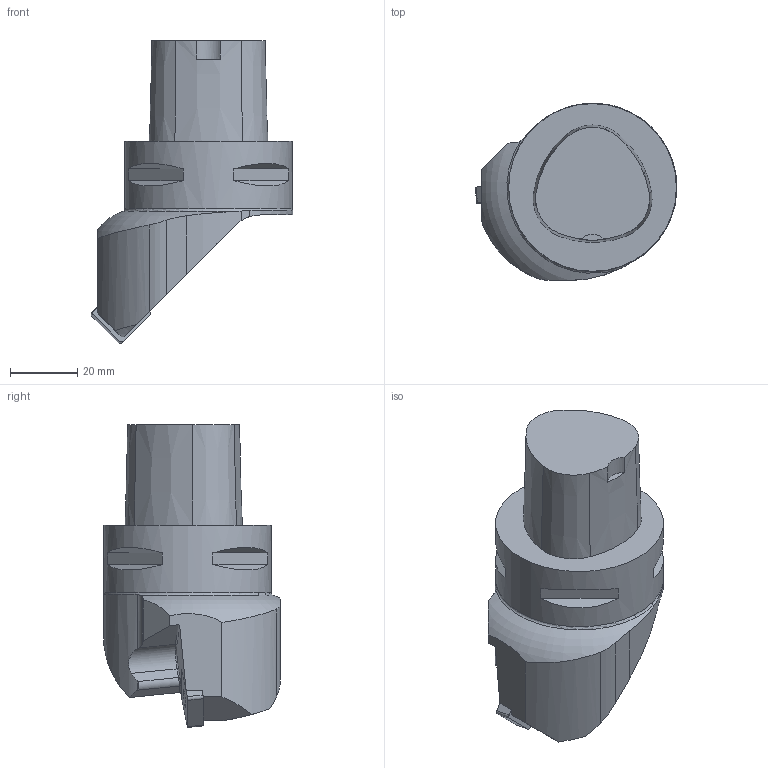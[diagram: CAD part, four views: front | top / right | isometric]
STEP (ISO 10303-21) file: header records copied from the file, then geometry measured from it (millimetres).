
FILE_DESCRIPTION(/* description */ (''),/* implementation_level */ '2;1');
FILE_NAME(/* name */ '1567682733260.stp',/* time_stamp */ '2019-09-05T16:55:44+05:00',/* author */ (''),/* organization */ ('SMS'),/* preprocessor_version */ 'ST-DEVELOPER v15',/* originating_system */ 'SIEMENS PLM Software NX 8.5',/* authorisation */ '');
FILE_SCHEMA (('AUTOMOTIVE_DESIGN { 1 0 10303 214 3 1 1 1 }'));
Length unit declared in the file: millimetre
Products named in the file (4): IsoTurningInsert; ASSEMBLY_CONSTRUCTION; 202476296mod000_00; 202476297mod000_00
Assembly tree (3 placements, depth 2):
  202476297mod000_00
    202476296mod000_00
    ASSEMBLY_CONSTRUCTION
    IsoTurningInsert
Bounding box: 60.12 x 52.76 x 90.32 mm (x, y, z)
Volume: 103853.6 mm3; surface area: 15545.6 mm2
Topology: 2 solids, 2 shells, 71 faces, 180 edges, 125 vertices
Faces by surface type: plane 38, cylinder 22, cone 6, torus 3, bspline 2
Full cylindrical faces by diameter (mm): 5.156 x1, 5.16 x1, 50 x1
Entity records: 2452 total; most frequent: CARTESIAN_POINT 594, DIRECTION 367, ORIENTED_EDGE 344, EDGE_CURVE 172, AXIS2_PLACEMENT_3D 142, VERTEX_POINT 115, LINE 83, VECTOR 83
